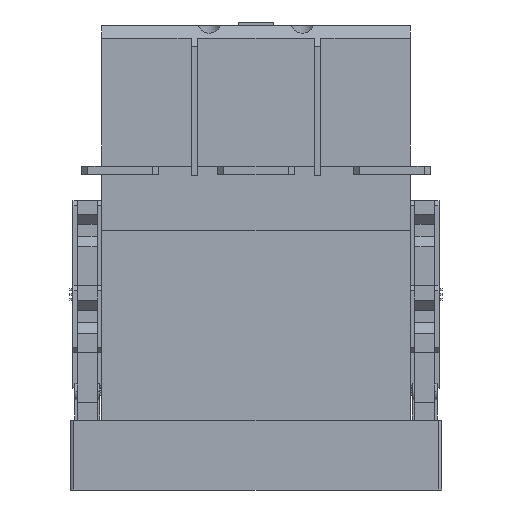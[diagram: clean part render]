
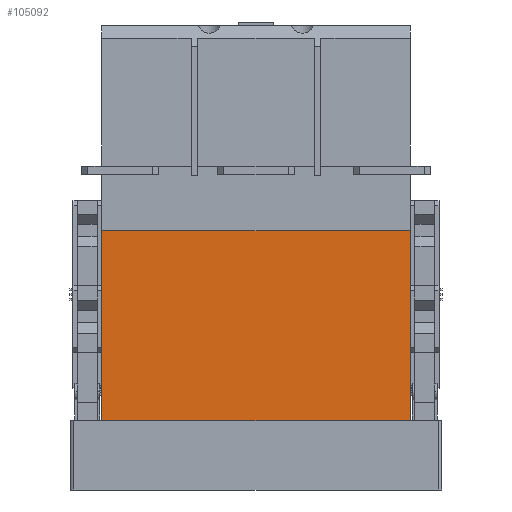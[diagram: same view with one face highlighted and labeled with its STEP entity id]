
A CAD part, front view. The second image highlights one B-rep face of the part: STEP entity #105092.
In plain terms, the highlighted planar face has unit normal (0, -1, 0).
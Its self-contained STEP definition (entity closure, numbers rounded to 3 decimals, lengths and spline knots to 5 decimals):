
#104366=DIRECTION('',(-1.,0.,0.));
#104367=VECTOR('',#104366,0.1203);
#104368=CARTESIAN_POINT('',(0.00197,-0.03215,-0.01843));
#104369=LINE('',#104368,#104367);
#104373=DIRECTION('',(0.,0.,1.));
#104374=VECTOR('',#104373,0.074);
#104375=CARTESIAN_POINT('',(-0.11833,-0.03215,-0.01843));
#104376=LINE('',#104375,#104374);
#104415=DIRECTION('',(0.,0.,1.));
#104416=VECTOR('',#104415,0.074);
#104417=CARTESIAN_POINT('',(0.00197,-0.03215,-0.01843));
#104418=LINE('',#104417,#104416);
#104443=DIRECTION('',(-1.,0.,0.));
#104444=VECTOR('',#104443,0.1203);
#104445=CARTESIAN_POINT('',(0.00197,-0.03215,0.05558));
#104446=LINE('',#104445,#104444);
#104490=CARTESIAN_POINT('',(0.00197,-0.03215,-0.01843));
#104491=CARTESIAN_POINT('',(-0.11833,-0.03215,-0.01843));
#104492=VERTEX_POINT('',#104490);
#104493=VERTEX_POINT('',#104491);
#104538=CARTESIAN_POINT('',(-0.11833,-0.03215,0.05558));
#104539=VERTEX_POINT('',#104538);
#104540=CARTESIAN_POINT('',(0.00197,-0.03215,0.05558));
#104541=VERTEX_POINT('',#104540);
#105078=CARTESIAN_POINT('',(-0.11833,-0.03215,0.05558));
#105079=DIRECTION('',(0.,1.,0.));
#105080=DIRECTION('',(-1.,0.,0.));
#105081=AXIS2_PLACEMENT_3D('',#105078,#105079,#105080);
#105082=PLANE('',#105081);
#105083=ORIENTED_EDGE('',*,*,#104599,.T.);
#105085=ORIENTED_EDGE('',*,*,#105084,.T.);
#105087=ORIENTED_EDGE('',*,*,#105086,.F.);
#105089=ORIENTED_EDGE('',*,*,#105088,.F.);
#105090=EDGE_LOOP('',(#105083,#105085,#105087,#105089));
#105091=FACE_OUTER_BOUND('',#105090,.F.);
#104599=EDGE_CURVE('',#104492,#104493,#104369,.T.);
#105084=EDGE_CURVE('',#104493,#104539,#104376,.T.);
#105086=EDGE_CURVE('',#104541,#104539,#104446,.T.);
#105088=EDGE_CURVE('',#104492,#104541,#104418,.T.);
#105092=ADVANCED_FACE('',(#105091),#105082,.F.);
